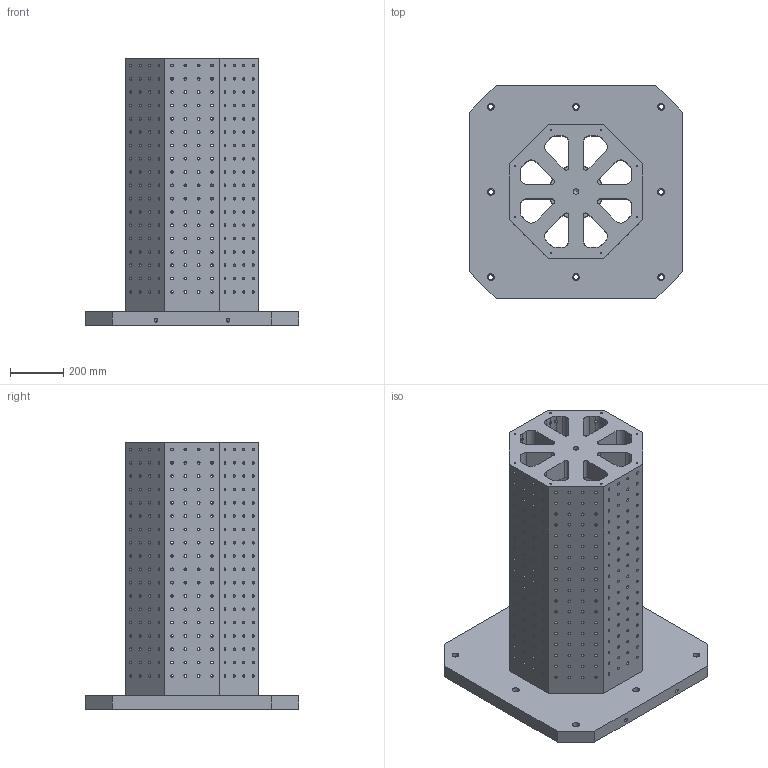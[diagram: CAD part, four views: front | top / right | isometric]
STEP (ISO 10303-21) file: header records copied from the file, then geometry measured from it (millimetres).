
FILE_DESCRIPTION( ( 'Unknown' ), '1' );
FILE_NAME( 'BP34-800800-1000-12.stp', 'Unknown', ( 'S.C.H' ), ( 'Unknown' ), 'XStep 1.0', 'Unknown', ' ' );
FILE_SCHEMA( ( 'CONFIG_CONTROL_DESIGN' ) );
Length unit declared in the file: millimetre
Products named in the file (1): 1
Bounding box: 800 x 800 x 1000 mm (x, y, z)
Volume: 95539246.8 mm3; surface area: 5480085.1 mm2
Topology: 1 solids, 1 shells, 1183 faces, 4024 edges, 2544 vertices
Faces by surface type: cylinder 732, cone 364, plane 87
Full cylindrical faces by diameter (mm): 5 x8, 10.106 x576, 14 x3, 18 x8, 21 x1, 26 x8
Entity records: 48190 total; most frequent: CARTESIAN_POINT 17628, DIRECTION 6448, ORIENTED_EDGE 5360, AXIS2_PLACEMENT_3D 2872, EDGE_CURVE 2680, EDGE_LOOP 2648, VERTEX_POINT 1956, FACE_OUTER_BOUND 1787
